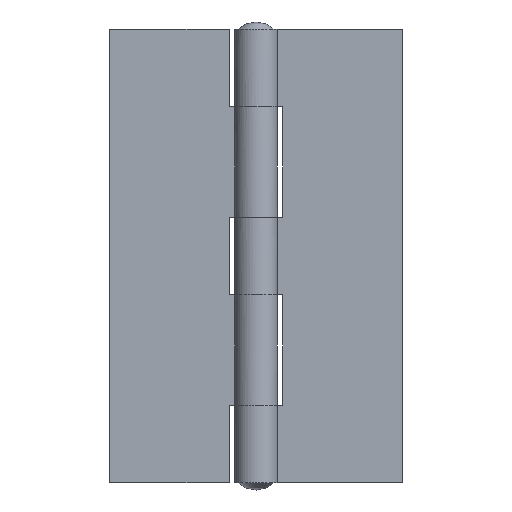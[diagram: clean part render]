
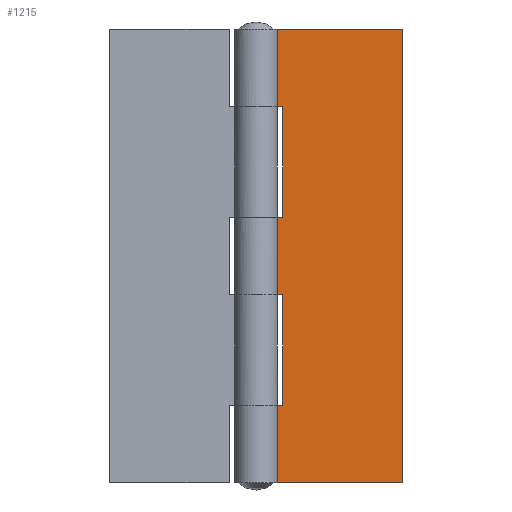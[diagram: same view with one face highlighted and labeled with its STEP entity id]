
A CAD part, front view. The second image highlights one B-rep face of the part: STEP entity #1215.
In plain terms, the highlighted free-form (B-spline) face has degree [1, 1] with [2, 2] control points.
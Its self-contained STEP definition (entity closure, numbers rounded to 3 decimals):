
#829=CARTESIAN_POINT('',(-0.003,2.1,13.0));
#830=VERTEX_POINT('',#829);
#861=CARTESIAN_POINT('',(-0.003,2.1,0.0));
#862=VERTEX_POINT('',#861);
#890=CARTESIAN_POINT('',(-0.003,2.1,13.0));
#891=CARTESIAN_POINT('',(-0.003,2.1,0.0));
#892=QUASI_UNIFORM_CURVE('',1,(#890,#891),.UNSPECIFIED.,.F.,.U.);
#893=EDGE_CURVE('',#830,#862,#892,.T.);
#992=CARTESIAN_POINT('',(-0.003,2.1,63.));
#993=VERTEX_POINT('',#992);
#1021=CARTESIAN_POINT('',(-0.003,2.1,76.));
#1022=VERTEX_POINT('',#1021);
#1023=CARTESIAN_POINT('',(-0.003,2.1,76.));
#1024=CARTESIAN_POINT('',(-0.003,2.1,63.));
#1025=QUASI_UNIFORM_CURVE('',1,(#1023,#1024),.UNSPECIFIED.,.F.,.U.);
#1026=EDGE_CURVE('',#1022,#993,#1025,.T.);
#1081=CARTESIAN_POINT('',(-0.003,2.1,44.5));
#1082=VERTEX_POINT('',#1081);
#1111=CARTESIAN_POINT('',(-0.003,2.1,31.5));
#1112=VERTEX_POINT('',#1111);
#1140=CARTESIAN_POINT('',(-0.003,2.1,44.5));
#1141=CARTESIAN_POINT('',(-0.003,2.1,31.5));
#1142=QUASI_UNIFORM_CURVE('',1,(#1140,#1141),.UNSPECIFIED.,.F.,.U.);
#1143=EDGE_CURVE('',#1082,#1112,#1142,.T.);
#1148=CARTESIAN_POINT('',(-1.227,2.1,79.796));
#1149=CARTESIAN_POINT('',(-1.227,2.1,-3.796));
#1150=CARTESIAN_POINT('',(25.724,2.1,79.796));
#1151=CARTESIAN_POINT('',(25.724,2.1,-3.796));
#1152=B_SPLINE_SURFACE_WITH_KNOTS('',1,1,((#1148,#1150),(#1149,#1151)),.UNSPECIFIED.,.F.,.F.,.U.,(2,2),(2,2),(0.0,83.592),(0.0,26.951),.UNSPECIFIED.);
#1153=CARTESIAN_POINT('',(4.5,2.1,63.));
#1154=VERTEX_POINT('',#1153);
#1155=CARTESIAN_POINT('',(4.5,2.1,44.5));
#1156=VERTEX_POINT('',#1155);
#1157=CARTESIAN_POINT('',(4.5,2.1,63.));
#1158=CARTESIAN_POINT('',(4.5,2.1,44.5));
#1159=QUASI_UNIFORM_CURVE('',1,(#1157,#1158),.UNSPECIFIED.,.F.,.U.);
#1160=EDGE_CURVE('',#1154,#1156,#1159,.T.);
#1161=ORIENTED_EDGE('',*,*,#1160,.T.);
#1162=CARTESIAN_POINT('',(4.5,2.1,44.5));
#1163=CARTESIAN_POINT('',(-0.003,2.1,44.5));
#1164=QUASI_UNIFORM_CURVE('',1,(#1162,#1163),.UNSPECIFIED.,.F.,.U.);
#1165=EDGE_CURVE('',#1156,#1082,#1164,.T.);
#1166=ORIENTED_EDGE('',*,*,#1165,.T.);
#1167=ORIENTED_EDGE('',*,*,#1143,.T.);
#1168=CARTESIAN_POINT('',(4.5,2.1,31.5));
#1169=VERTEX_POINT('',#1168);
#1170=CARTESIAN_POINT('',(-0.003,2.1,31.5));
#1171=CARTESIAN_POINT('',(4.5,2.1,31.5));
#1172=QUASI_UNIFORM_CURVE('',1,(#1170,#1171),.UNSPECIFIED.,.F.,.U.);
#1173=EDGE_CURVE('',#1112,#1169,#1172,.T.);
#1174=ORIENTED_EDGE('',*,*,#1173,.T.);
#1175=CARTESIAN_POINT('',(4.5,2.1,13.0));
#1176=VERTEX_POINT('',#1175);
#1177=CARTESIAN_POINT('',(4.5,2.1,31.5));
#1178=CARTESIAN_POINT('',(4.5,2.1,13.0));
#1179=QUASI_UNIFORM_CURVE('',1,(#1177,#1178),.UNSPECIFIED.,.F.,.U.);
#1180=EDGE_CURVE('',#1169,#1176,#1179,.T.);
#1181=ORIENTED_EDGE('',*,*,#1180,.T.);
#1182=CARTESIAN_POINT('',(4.5,2.1,13.0));
#1183=CARTESIAN_POINT('',(-0.003,2.1,13.0));
#1184=QUASI_UNIFORM_CURVE('',1,(#1182,#1183),.UNSPECIFIED.,.F.,.U.);
#1185=EDGE_CURVE('',#1176,#830,#1184,.T.);
#1186=ORIENTED_EDGE('',*,*,#1185,.T.);
#1187=ORIENTED_EDGE('',*,*,#893,.T.);
#1188=CARTESIAN_POINT('',(24.5,2.1,0.0));
#1189=VERTEX_POINT('',#1188);
#1190=CARTESIAN_POINT('',(24.5,2.1,0.0));
#1191=CARTESIAN_POINT('',(-0.003,2.1,0.0));
#1192=QUASI_UNIFORM_CURVE('',1,(#1190,#1191),.UNSPECIFIED.,.F.,.U.);
#1193=EDGE_CURVE('',#1189,#862,#1192,.T.);
#1194=ORIENTED_EDGE('',*,*,#1193,.F.);
#1195=CARTESIAN_POINT('',(24.5,2.1,76.));
#1196=VERTEX_POINT('',#1195);
#1197=CARTESIAN_POINT('',(24.5,2.1,76.));
#1198=CARTESIAN_POINT('',(24.5,2.1,0.0));
#1199=QUASI_UNIFORM_CURVE('',1,(#1197,#1198),.UNSPECIFIED.,.F.,.U.);
#1200=EDGE_CURVE('',#1196,#1189,#1199,.T.);
#1201=ORIENTED_EDGE('',*,*,#1200,.F.);
#1202=CARTESIAN_POINT('',(24.5,2.1,76.));
#1203=CARTESIAN_POINT('',(-0.003,2.1,76.));
#1204=QUASI_UNIFORM_CURVE('',1,(#1202,#1203),.UNSPECIFIED.,.F.,.U.);
#1205=EDGE_CURVE('',#1196,#1022,#1204,.T.);
#1206=ORIENTED_EDGE('',*,*,#1205,.T.);
#1207=ORIENTED_EDGE('',*,*,#1026,.T.);
#1208=CARTESIAN_POINT('',(-0.003,2.1,63.));
#1209=CARTESIAN_POINT('',(4.5,2.1,63.));
#1210=QUASI_UNIFORM_CURVE('',1,(#1208,#1209),.UNSPECIFIED.,.F.,.U.);
#1211=EDGE_CURVE('',#993,#1154,#1210,.T.);
#1212=ORIENTED_EDGE('',*,*,#1211,.T.);
#1213=EDGE_LOOP('',(#1161,#1166,#1167,#1174,#1181,#1186,#1187,#1194,#1201,#1206,#1207,#1212));
#1214=FACE_OUTER_BOUND('',#1213,.T.);
#1215=ADVANCED_FACE('',(#1214),#1152,.T.);
